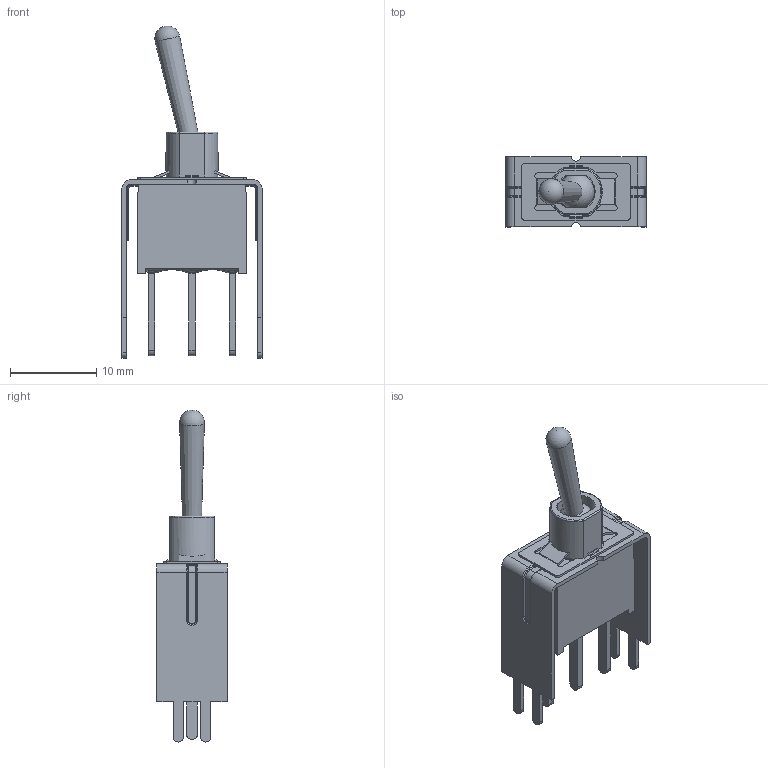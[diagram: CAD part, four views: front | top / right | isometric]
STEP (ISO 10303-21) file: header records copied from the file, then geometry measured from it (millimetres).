
FILE_DESCRIPTION(/* description */ (''),/* implementation_level */ '2;1');
FILE_NAME(/* name */ '100AWSP1T1B4VS3QE.stp',/* time_stamp */ '2025-12-02T11:25:45-06:00',/* author */ ('jmeyers'),/* organization */ (''),/* preprocessor_version */ 'ST-DEVELOPER v18.1',/* originating_system */ 'Autodesk Inventor 2022',/* authorisation */ '');
FILE_SCHEMA (('AUTOMOTIVE_DESIGN { 1 0 10303 214 3 1 1 }'));
Length unit declared in the file: inch
Products named in the file (1): Part1
Bounding box: 16.26 x 8.13 x 38.54 mm (x, y, z)
Volume: 1233.5 mm3; surface area: 1749.4 mm2
Topology: 1 solids, 1 shells, 293 faces, 789 edges, 500 vertices
Faces by surface type: plane 137, cylinder 103, torus 38, bspline 12, sphere 2, cone 1
Entity records: 9807 total; most frequent: CARTESIAN_POINT 2404, ORIENTED_EDGE 1574, DIRECTION 1527, EDGE_CURVE 787, AXIS2_PLACEMENT_3D 538, VERTEX_POINT 500, LINE 451, VECTOR 451
